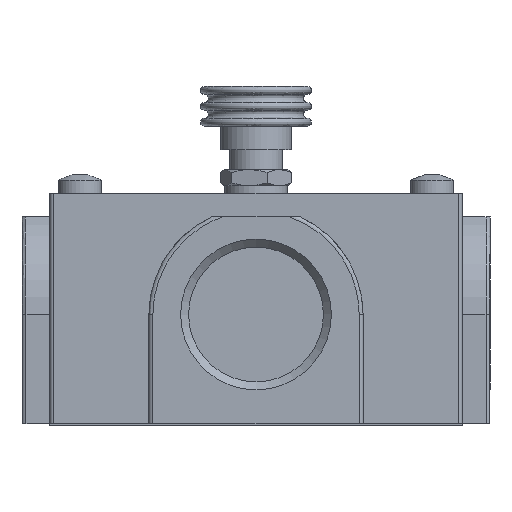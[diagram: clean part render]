
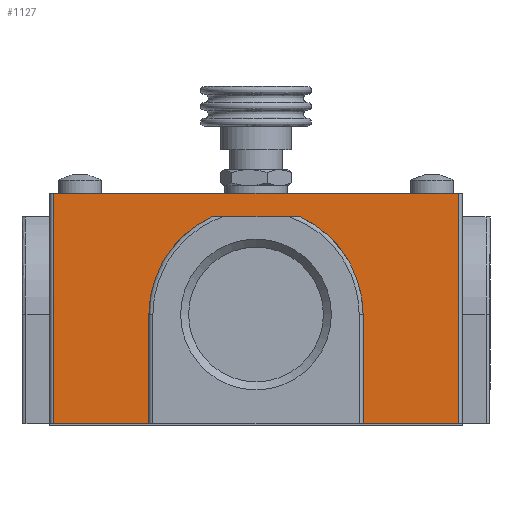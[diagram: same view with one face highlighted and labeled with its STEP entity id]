
A CAD part, front view. The second image highlights one B-rep face of the part: STEP entity #1127.
In plain terms, the highlighted planar face has unit normal (0, -1, 0).
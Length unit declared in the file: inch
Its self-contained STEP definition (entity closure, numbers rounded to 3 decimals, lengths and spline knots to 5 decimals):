
#277 = LINE ( 'NONE', #8736, #6152 ) ;
#287 = VERTEX_POINT ( 'NONE', #13757 ) ;
#317 = DIRECTION ( 'NONE',  ( 0., 0., -1. ) ) ;
#459 = VERTEX_POINT ( 'NONE', #7595 ) ;
#464 = DIRECTION ( 'NONE',  ( 0., 0., -1. ) ) ;
#531 = VECTOR ( 'NONE', #8647, 39.37008 ) ;
#871 = VECTOR ( 'NONE', #3414, 39.37008 ) ;
#1038 = CARTESIAN_POINT ( 'NONE',  ( 0.5315, -2.00787, 0.55118 ) ) ;
#1127 = ADVANCED_FACE ( 'NONE', ( #7858 ), #16093, .T. ) ;
#1133 = ORIENTED_EDGE ( 'NONE', *, *, #17750, .T. ) ;
#1265 = CARTESIAN_POINT ( 'NONE',  ( 1.00394, -2.00787, 0.00984 ) ) ;
#1581 = CARTESIAN_POINT ( 'NONE',  ( 0.21906, -2.00787, 1.03543 ) ) ;
#1731 = LINE ( 'NONE', #13953, #531 ) ;
#1906 = DIRECTION ( 'NONE',  ( 1., 0., 0. ) ) ;
#1924 = CARTESIAN_POINT ( 'NONE',  ( -0.5315, -2.00787, 0.00984 ) ) ;
#2427 = ORIENTED_EDGE ( 'NONE', *, *, #12639, .T. ) ;
#2664 = VERTEX_POINT ( 'NONE', #8802 ) ;
#2715 = DIRECTION ( 'NONE',  ( -1., 0., 0. ) ) ;
#2904 = VECTOR ( 'NONE', #11238, 39.37008 ) ;
#3047 = VERTEX_POINT ( 'NONE', #13939 ) ;
#3414 = DIRECTION ( 'NONE',  ( 1., 0., 0. ) ) ;
#3563 = LINE ( 'NONE', #7867, #13327 ) ;
#3602 = EDGE_CURVE ( 'NONE', #12311, #17639, #16420, .T. ) ;
#3671 = CARTESIAN_POINT ( 'NONE',  ( 1.00394, -2.00787, 0. ) ) ;
#4401 = VECTOR ( 'NONE', #464, 39.37008 ) ;
#5208 = VERTEX_POINT ( 'NONE', #1924 ) ;
#5658 = AXIS2_PLACEMENT_3D ( 'NONE', #9617, #15079, #2715 ) ;
#6152 = VECTOR ( 'NONE', #1906, 39.37008 ) ;
#6332 = LINE ( 'NONE', #3671, #15317 ) ;
#6517 = DIRECTION ( 'NONE',  ( 0., 0., 1. ) ) ;
#6701 = VERTEX_POINT ( 'NONE', #8684 ) ;
#7157 = EDGE_CURVE ( 'NONE', #2664, #5208, #277, .T. ) ;
#7342 = CARTESIAN_POINT ( 'NONE',  ( -1.00394, -2.00787, 0. ) ) ;
#7384 = ORIENTED_EDGE ( 'NONE', *, *, #10849, .T. ) ;
#7425 = ORIENTED_EDGE ( 'NONE', *, *, #10536, .T. ) ;
#7595 = CARTESIAN_POINT ( 'NONE',  ( 0.5315, -2.00787, 0.00984 ) ) ;
#7807 = EDGE_CURVE ( 'NONE', #6701, #287, #11558, .T. ) ;
#7858 = FACE_OUTER_BOUND ( 'NONE', #8979, .T. ) ;
#7867 = CARTESIAN_POINT ( 'NONE',  ( 1.02362, -2.00787, 1.03543 ) ) ;
#8064 = ORIENTED_EDGE ( 'NONE', *, *, #7807, .T. ) ;
#8459 = ORIENTED_EDGE ( 'NONE', *, *, #10408, .T. ) ;
#8647 = DIRECTION ( 'NONE',  ( -1., 0., 0. ) ) ;
#8648 = LINE ( 'NONE', #14104, #4401 ) ;
#8684 = CARTESIAN_POINT ( 'NONE',  ( -0.5315, -2.00787, 0.55118 ) ) ;
#8736 = CARTESIAN_POINT ( 'NONE',  ( 3.64817, -2.00787, 0.00984 ) ) ;
#8802 = CARTESIAN_POINT ( 'NONE',  ( -1.00394, -2.00787, 0.00984 ) ) ;
#8875 = LINE ( 'NONE', #14406, #871 ) ;
#8927 = DIRECTION ( 'NONE',  ( 1., 0., 0. ) ) ;
#8979 = EDGE_LOOP ( 'NONE', ( #1133, #8459, #12259, #2427, #8064, #7384, #17586, #11066, #9817, #7425 ) ) ;
#9503 = DIRECTION ( 'NONE',  ( 0., 1., 0. ) ) ;
#9617 = CARTESIAN_POINT ( 'NONE',  ( 1.02362, -2.00787, 0. ) ) ;
#9817 = ORIENTED_EDGE ( 'NONE', *, *, #15896, .T. ) ;
#10408 = EDGE_CURVE ( 'NONE', #3047, #2664, #11372, .T. ) ;
#10536 = EDGE_CURVE ( 'NONE', #14634, #16945, #6332, .T. ) ;
#10640 = VECTOR ( 'NONE', #317, 39.37008 ) ;
#10807 = EDGE_CURVE ( 'NONE', #17639, #459, #8648, .T. ) ;
#10849 = EDGE_CURVE ( 'NONE', #287, #12311, #3563, .T. ) ;
#11066 = ORIENTED_EDGE ( 'NONE', *, *, #10807, .T. ) ;
#11238 = DIRECTION ( 'NONE',  ( 0., 0., 1. ) ) ;
#11372 = LINE ( 'NONE', #7342, #10640 ) ;
#11558 = CIRCLE ( 'NONE', #11859, 0.5315 ) ;
#11859 = AXIS2_PLACEMENT_3D ( 'NONE', #16936, #14196, #16858 ) ;
#11989 = CARTESIAN_POINT ( 'NONE',  ( 1.00394, -2.00787, 1.15354 ) ) ;
#12081 = AXIS2_PLACEMENT_3D ( 'NONE', #17806, #9503, #16441 ) ;
#12259 = ORIENTED_EDGE ( 'NONE', *, *, #7157, .T. ) ;
#12311 = VERTEX_POINT ( 'NONE', #1581 ) ;
#12639 = EDGE_CURVE ( 'NONE', #5208, #6701, #13945, .T. ) ;
#13327 = VECTOR ( 'NONE', #8927, 39.37008 ) ;
#13757 = CARTESIAN_POINT ( 'NONE',  ( -0.21906, -2.00787, 1.03543 ) ) ;
#13939 = CARTESIAN_POINT ( 'NONE',  ( -1.00394, -2.00787, 1.15354 ) ) ;
#13945 = LINE ( 'NONE', #14017, #2904 ) ;
#13953 = CARTESIAN_POINT ( 'NONE',  ( 1.02362, -2.00787, 1.15354 ) ) ;
#14017 = CARTESIAN_POINT ( 'NONE',  ( -0.5315, -2.00787, 0. ) ) ;
#14104 = CARTESIAN_POINT ( 'NONE',  ( 0.5315, -2.00787, 0. ) ) ;
#14196 = DIRECTION ( 'NONE',  ( 0., 1., 0. ) ) ;
#14406 = CARTESIAN_POINT ( 'NONE',  ( 3.64817, -2.00787, 0.00984 ) ) ;
#14634 = VERTEX_POINT ( 'NONE', #1265 ) ;
#15079 = DIRECTION ( 'NONE',  ( 0., -1., 0. ) ) ;
#15317 = VECTOR ( 'NONE', #6517, 39.37008 ) ;
#15896 = EDGE_CURVE ( 'NONE', #459, #14634, #8875, .T. ) ;
#16093 = PLANE ( 'NONE',  #5658 ) ;
#16420 = CIRCLE ( 'NONE', #12081, 0.5315 ) ;
#16441 = DIRECTION ( 'NONE',  ( 1., 0., 0. ) ) ;
#16858 = DIRECTION ( 'NONE',  ( 1., 0., 0. ) ) ;
#16936 = CARTESIAN_POINT ( 'NONE',  ( 0., -2.00787, 0.55118 ) ) ;
#16945 = VERTEX_POINT ( 'NONE', #11989 ) ;
#17586 = ORIENTED_EDGE ( 'NONE', *, *, #3602, .T. ) ;
#17639 = VERTEX_POINT ( 'NONE', #1038 ) ;
#17750 = EDGE_CURVE ( 'NONE', #16945, #3047, #1731, .T. ) ;
#17806 = CARTESIAN_POINT ( 'NONE',  ( 0., -2.00787, 0.55118 ) ) ;
